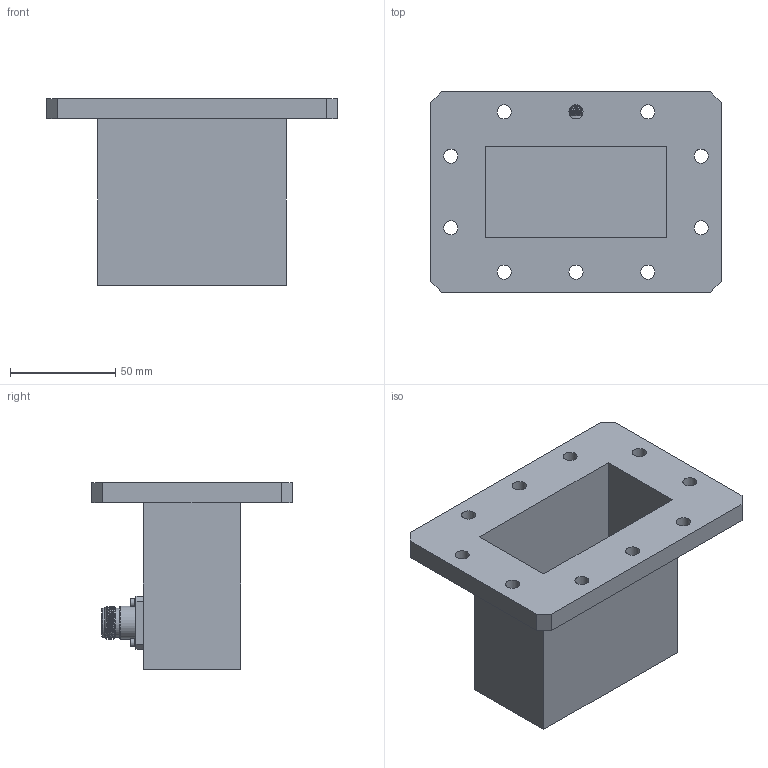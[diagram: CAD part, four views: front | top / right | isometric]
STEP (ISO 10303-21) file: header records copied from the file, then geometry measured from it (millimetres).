
FILE_DESCRIPTION (( 'STEP AP203' ), '1' );
FILE_NAME ('PEWCA1066_3D.step', '2021-08-02T15:48:36', ( '' ), ( '' ), 'SwSTEP 2.0', 'SolidWorks 2021', '' );
FILE_SCHEMA (( 'CONFIG_CONTROL_DESIGN' ));
Length unit declared in the file: inch
Products named in the file (1): PEWCA1066_3D
Bounding box: 138.18 x 95.25 x 88.9 mm (x, y, z)
Volume: 134950.2 mm3; surface area: 77540.3 mm2
Topology: 1 solids, 1 shells, 159 faces, 353 edges, 220 vertices
Faces by surface type: plane 82, cone 43, cylinder 31, bspline 3
Full cylindrical faces by diameter (mm): 3.658 x4, 3.856 x4, 6.756 x10, 8.382 x1, 13.971 x2, 15.875 x1
Entity records: 5234 total; most frequent: CARTESIAN_POINT 1905, DIRECTION 668, ORIENTED_EDGE 594, EDGE_CURVE 297, AXIS2_PLACEMENT_3D 258, EDGE_LOOP 236, VERTEX_POINT 201, FACE_OUTER_BOUND 179
